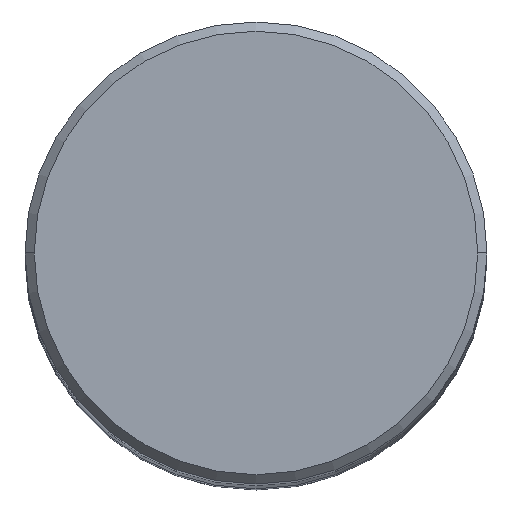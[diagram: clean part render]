
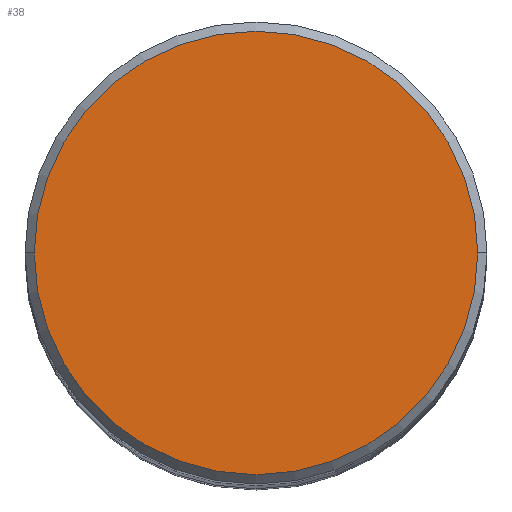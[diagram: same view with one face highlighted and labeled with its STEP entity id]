
A CAD part, top view. The second image highlights one B-rep face of the part: STEP entity #38.
In plain terms, the highlighted planar face has unit normal (0, 0, 1).
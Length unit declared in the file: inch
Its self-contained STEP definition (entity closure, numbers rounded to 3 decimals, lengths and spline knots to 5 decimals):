
#12 = AXIS2_PLACEMENT_3D ( 'NONE', #131, #193, #283 ) ;
#13 = DIRECTION ( 'NONE',  ( 0., 0., 1. ) ) ;
#33 = ORIENTED_EDGE ( 'NONE', *, *, #76, .T. ) ;
#37 = EDGE_LOOP ( 'NONE', ( #33, #354 ) ) ;
#38 = ADVANCED_FACE ( 'NONE', ( #89 ), #268, .T. ) ;
#66 = VERTEX_POINT ( 'NONE', #324 ) ;
#69 = AXIS2_PLACEMENT_3D ( 'NONE', #105, #13, #212 ) ;
#73 = CARTESIAN_POINT ( 'NONE',  ( -0.36, 0., 6. ) ) ;
#76 = EDGE_CURVE ( 'NONE', #133, #66, #293, .T. ) ;
#89 = FACE_OUTER_BOUND ( 'NONE', #37, .T. ) ;
#105 = CARTESIAN_POINT ( 'NONE',  ( 0., 0., 6. ) ) ;
#131 = CARTESIAN_POINT ( 'NONE',  ( 0., 0., 6. ) ) ;
#133 = VERTEX_POINT ( 'NONE', #73 ) ;
#148 = CIRCLE ( 'NONE', #12, 0.36 ) ;
#193 = DIRECTION ( 'NONE',  ( 0., 0., 1. ) ) ;
#212 = DIRECTION ( 'NONE',  ( 1., 0., 0. ) ) ;
#225 = AXIS2_PLACEMENT_3D ( 'NONE', #247, #334, #371 ) ;
#247 = CARTESIAN_POINT ( 'NONE',  ( 0., 0., 6. ) ) ;
#268 = PLANE ( 'NONE',  #225 ) ;
#283 = DIRECTION ( 'NONE',  ( 1., 0., 0. ) ) ;
#293 = CIRCLE ( 'NONE', #69, 0.36 ) ;
#324 = CARTESIAN_POINT ( 'NONE',  ( 0.36, 0., 6. ) ) ;
#334 = DIRECTION ( 'NONE',  ( 0., 0., 1. ) ) ;
#354 = ORIENTED_EDGE ( 'NONE', *, *, #365, .T. ) ;
#365 = EDGE_CURVE ( 'NONE', #66, #133, #148, .T. ) ;
#371 = DIRECTION ( 'NONE',  ( 1., 0., 0. ) ) ;
